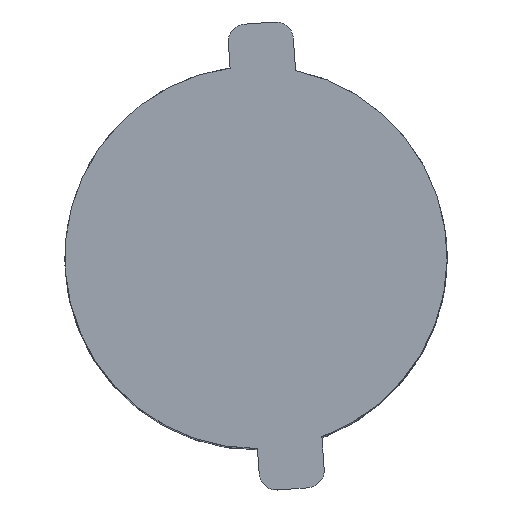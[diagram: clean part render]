
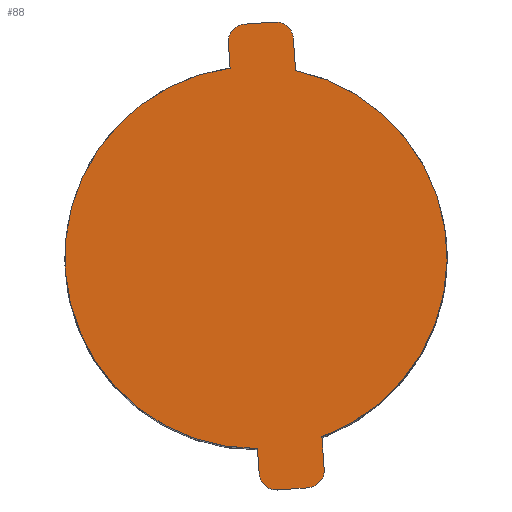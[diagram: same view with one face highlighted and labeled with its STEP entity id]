
A CAD part, top view. The second image highlights one B-rep face of the part: STEP entity #88.
In plain terms, the highlighted face is planar.
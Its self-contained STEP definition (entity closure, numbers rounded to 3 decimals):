
#23 = DIRECTION ( 'NONE',  ( 0., 0., 1. ) ) ;
#54 = AXIS2_PLACEMENT_3D ( 'NONE', #591, #4638, #4203 ) ;
#78 = VERTEX_POINT ( 'NONE', #764 ) ;
#88 = ADVANCED_FACE ( 'NONE', ( #3708 ), #2989, .F. ) ;
#115 = EDGE_CURVE ( 'NONE', #3914, #387, #1144, .T. ) ;
#152 = CARTESIAN_POINT ( 'NONE',  ( -12.173, 0., -42.282 ) ) ;
#153 = CIRCLE ( 'NONE', #285, 4. ) ;
#285 = AXIS2_PLACEMENT_3D ( 'NONE', #3536, #1456, #4319 ) ;
#319 = ORIENTED_EDGE ( 'NONE', *, *, #2995, .F. ) ;
#353 = VECTOR ( 'NONE', #731, 1000. ) ;
#360 = VECTOR ( 'NONE', #3275, 1000. ) ;
#364 = AXIS2_PLACEMENT_3D ( 'NONE', #4678, #3592, #3960 ) ;
#387 = VERTEX_POINT ( 'NONE', #707 ) ;
#549 = EDGE_CURVE ( 'NONE', #78, #3377, #3903, .T. ) ;
#554 = DIRECTION ( 'NONE',  ( 0., 1., 0. ) ) ;
#591 = CARTESIAN_POINT ( 'NONE',  ( 0., 0., 0. ) ) ;
#626 = CARTESIAN_POINT ( 'NONE',  ( -12.173, 0., -49.751 ) ) ;
#662 = VECTOR ( 'NONE', #4292, 1000. ) ;
#667 = ORIENTED_EDGE ( 'NONE', *, *, #3529, .F. ) ;
#707 = CARTESIAN_POINT ( 'NONE',  ( -8.173, 0., -53.751 ) ) ;
#731 = DIRECTION ( 'NONE',  ( -1., 0., 0. ) ) ;
#764 = CARTESIAN_POINT ( 'NONE',  ( -12.173, 0., 49.751 ) ) ;
#794 = ORIENTED_EDGE ( 'NONE', *, *, #881, .F. ) ;
#881 = EDGE_CURVE ( 'NONE', #4495, #1707, #904, .T. ) ;
#882 = CARTESIAN_POINT ( 'NONE',  ( 0., 0., 0. ) ) ;
#904 = CIRCLE ( 'NONE', #54, 44. ) ;
#965 = LINE ( 'NONE', #2151, #4620 ) ;
#975 = VERTEX_POINT ( 'NONE', #1032 ) ;
#1032 = CARTESIAN_POINT ( 'NONE',  ( -1.173, 0., 53.751 ) ) ;
#1044 = ORIENTED_EDGE ( 'NONE', *, *, #1463, .T. ) ;
#1048 = ORIENTED_EDGE ( 'NONE', *, *, #2656, .T. ) ;
#1117 = EDGE_LOOP ( 'NONE', ( #794, #667, #1044, #1382, #3501, #2664, #319, #3128, #1048, #4264, #1540, #4390 ) ) ;
#1144 = LINE ( 'NONE', #4344, #353 ) ;
#1157 = CARTESIAN_POINT ( 'NONE',  ( 2.827, 0., -49.751 ) ) ;
#1374 = LINE ( 'NONE', #4557, #2125 ) ;
#1382 = ORIENTED_EDGE ( 'NONE', *, *, #4600, .T. ) ;
#1392 = VERTEX_POINT ( 'NONE', #2192 ) ;
#1456 = DIRECTION ( 'NONE',  ( 0., -1., 0. ) ) ;
#1463 = EDGE_CURVE ( 'NONE', #2469, #975, #3025, .T. ) ;
#1540 = ORIENTED_EDGE ( 'NONE', *, *, #4139, .F. ) ;
#1687 = CIRCLE ( 'NONE', #3794, 4. ) ;
#1707 = VERTEX_POINT ( 'NONE', #2737 ) ;
#1755 = EDGE_CURVE ( 'NONE', #78, #3071, #1687, .T. ) ;
#1799 = DIRECTION ( 'NONE',  ( 0., 0., 1. ) ) ;
#1840 = LINE ( 'NONE', #3660, #360 ) ;
#2048 = CARTESIAN_POINT ( 'NONE',  ( -8.173, 0., 53.751 ) ) ;
#2069 = DIRECTION ( 'NONE',  ( 0., 0., 1. ) ) ;
#2113 = CARTESIAN_POINT ( 'NONE',  ( -12.173, 0., 49.751 ) ) ;
#2125 = VECTOR ( 'NONE', #3146, 1000. ) ;
#2151 = CARTESIAN_POINT ( 'NONE',  ( -12.173, 0., -49.751 ) ) ;
#2188 = CARTESIAN_POINT ( 'NONE',  ( 0., 0., 0. ) ) ;
#2192 = CARTESIAN_POINT ( 'NONE',  ( 2.827, 0., -49.751 ) ) ;
#2327 = DIRECTION ( 'NONE',  ( 0., 0., 1. ) ) ;
#2339 = CIRCLE ( 'NONE', #2556, 44. ) ;
#2468 = VERTEX_POINT ( 'NONE', #626 ) ;
#2469 = VERTEX_POINT ( 'NONE', #2705 ) ;
#2556 = AXIS2_PLACEMENT_3D ( 'NONE', #882, #554, #2327 ) ;
#2656 = EDGE_CURVE ( 'NONE', #2468, #387, #153, .T. ) ;
#2664 = ORIENTED_EDGE ( 'NONE', *, *, #549, .T. ) ;
#2705 = CARTESIAN_POINT ( 'NONE',  ( 2.827, 0., 49.751 ) ) ;
#2711 = CARTESIAN_POINT ( 'NONE',  ( -1.173, 0., -53.751 ) ) ;
#2737 = CARTESIAN_POINT ( 'NONE',  ( 2.827, 0., -43.909 ) ) ;
#2960 = LINE ( 'NONE', #1157, #4355 ) ;
#2989 = PLANE ( 'NONE',  #3238 ) ;
#2995 = EDGE_CURVE ( 'NONE', #3910, #3377, #2339, .T. ) ;
#3025 = CIRCLE ( 'NONE', #364, 4. ) ;
#3071 = VERTEX_POINT ( 'NONE', #2048 ) ;
#3093 = CIRCLE ( 'NONE', #3321, 4. ) ;
#3120 = CARTESIAN_POINT ( 'NONE',  ( -8.173, 0., 49.751 ) ) ;
#3128 = ORIENTED_EDGE ( 'NONE', *, *, #3664, .F. ) ;
#3146 = DIRECTION ( 'NONE',  ( 0., 0., -1. ) ) ;
#3238 = AXIS2_PLACEMENT_3D ( 'NONE', #2188, #4073, #3974 ) ;
#3275 = DIRECTION ( 'NONE',  ( -1., 0., 0. ) ) ;
#3298 = CARTESIAN_POINT ( 'NONE',  ( 2.827, 0., 43.909 ) ) ;
#3321 = AXIS2_PLACEMENT_3D ( 'NONE', #4661, #4310, #23 ) ;
#3377 = VERTEX_POINT ( 'NONE', #4110 ) ;
#3501 = ORIENTED_EDGE ( 'NONE', *, *, #1755, .F. ) ;
#3529 = EDGE_CURVE ( 'NONE', #2469, #4495, #1374, .T. ) ;
#3536 = CARTESIAN_POINT ( 'NONE',  ( -8.173, 0., -49.751 ) ) ;
#3592 = DIRECTION ( 'NONE',  ( 0., -1., 0. ) ) ;
#3660 = CARTESIAN_POINT ( 'NONE',  ( -1.173, 0., 53.751 ) ) ;
#3664 = EDGE_CURVE ( 'NONE', #2468, #3910, #965, .T. ) ;
#3708 = FACE_OUTER_BOUND ( 'NONE', #1117, .T. ) ;
#3794 = AXIS2_PLACEMENT_3D ( 'NONE', #3120, #4194, #4548 ) ;
#3903 = LINE ( 'NONE', #2113, #662 ) ;
#3910 = VERTEX_POINT ( 'NONE', #152 ) ;
#3914 = VERTEX_POINT ( 'NONE', #2711 ) ;
#3960 = DIRECTION ( 'NONE',  ( 0., 0., -1. ) ) ;
#3974 = DIRECTION ( 'NONE',  ( 0., 0., 1. ) ) ;
#4073 = DIRECTION ( 'NONE',  ( 0., 1., 0. ) ) ;
#4086 = EDGE_CURVE ( 'NONE', #1392, #1707, #2960, .T. ) ;
#4110 = CARTESIAN_POINT ( 'NONE',  ( -12.173, 0., 42.282 ) ) ;
#4139 = EDGE_CURVE ( 'NONE', #1392, #3914, #3093, .T. ) ;
#4194 = DIRECTION ( 'NONE',  ( 0., 1., 0. ) ) ;
#4203 = DIRECTION ( 'NONE',  ( 0., 0., 1. ) ) ;
#4264 = ORIENTED_EDGE ( 'NONE', *, *, #115, .F. ) ;
#4292 = DIRECTION ( 'NONE',  ( 0., 0., -1. ) ) ;
#4310 = DIRECTION ( 'NONE',  ( 0., 1., 0. ) ) ;
#4319 = DIRECTION ( 'NONE',  ( 0., 0., -1. ) ) ;
#4344 = CARTESIAN_POINT ( 'NONE',  ( -1.173, 0., -53.751 ) ) ;
#4355 = VECTOR ( 'NONE', #1799, 1000. ) ;
#4390 = ORIENTED_EDGE ( 'NONE', *, *, #4086, .T. ) ;
#4495 = VERTEX_POINT ( 'NONE', #3298 ) ;
#4548 = DIRECTION ( 'NONE',  ( 0., 0., 1. ) ) ;
#4557 = CARTESIAN_POINT ( 'NONE',  ( 2.827, 0., 49.751 ) ) ;
#4600 = EDGE_CURVE ( 'NONE', #975, #3071, #1840, .T. ) ;
#4620 = VECTOR ( 'NONE', #2069, 1000. ) ;
#4638 = DIRECTION ( 'NONE',  ( 0., 1., 0. ) ) ;
#4661 = CARTESIAN_POINT ( 'NONE',  ( -1.173, 0., -49.751 ) ) ;
#4678 = CARTESIAN_POINT ( 'NONE',  ( -1.173, 0., 49.751 ) ) ;
